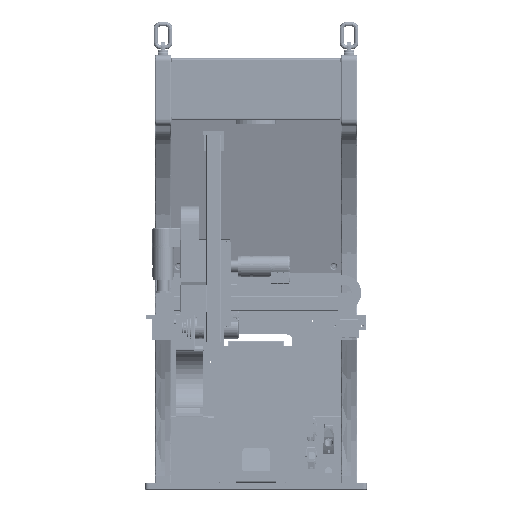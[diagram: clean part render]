
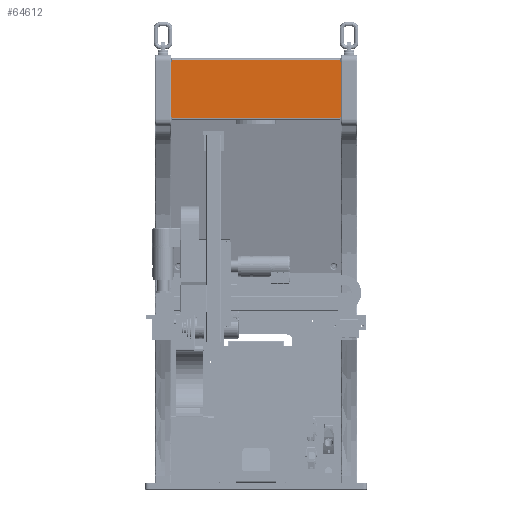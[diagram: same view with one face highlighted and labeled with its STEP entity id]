
A CAD part, top view. The second image highlights one B-rep face of the part: STEP entity #64612.
In plain terms, the highlighted planar face has unit normal (0, 0, 1).
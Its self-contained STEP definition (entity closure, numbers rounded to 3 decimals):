
#6641=CIRCLE('',#69363,0.5);
#6642=CIRCLE('',#69364,0.5);
#6643=CIRCLE('',#69365,0.5);
#6644=CIRCLE('',#69366,0.5);
#6645=CIRCLE('',#69367,0.5);
#6646=CIRCLE('',#69368,0.5);
#6647=CIRCLE('',#69369,0.5);
#6648=CIRCLE('',#69370,0.5);
#15307=VERTEX_POINT('',#117596);
#15308=VERTEX_POINT('',#117598);
#15309=VERTEX_POINT('',#117602);
#15310=VERTEX_POINT('',#117603);
#15311=VERTEX_POINT('',#117605);
#15312=VERTEX_POINT('',#117607);
#15313=VERTEX_POINT('',#117609);
#15314=VERTEX_POINT('',#117611);
#15315=VERTEX_POINT('',#117613);
#15316=VERTEX_POINT('',#117616);
#15317=VERTEX_POINT('',#117618);
#15318=VERTEX_POINT('',#117620);
#15319=VERTEX_POINT('',#117622);
#15320=VERTEX_POINT('',#117624);
#15321=VERTEX_POINT('',#117626);
#15322=VERTEX_POINT('',#117628);
#22464=VECTOR('',#83589,1.);
#22465=VECTOR('',#83593,1.);
#22466=VECTOR('',#83598,1.);
#22467=VECTOR('',#83603,1.);
#22468=VECTOR('',#83604,1.);
#22469=VECTOR('',#83609,1.);
#22470=VECTOR('',#83614,1.);
#22471=VECTOR('',#83615,1.);
#28432=LINE('',#117597,#22464);
#28433=LINE('',#117601,#22465);
#28434=LINE('',#117608,#22466);
#28435=LINE('',#117614,#22467);
#28436=LINE('',#117615,#22468);
#28437=LINE('',#117621,#22469);
#28438=LINE('',#117627,#22470);
#28439=LINE('',#117629,#22471);
#37941=EDGE_CURVE('',#15308,#15307,#28432,.T.);
#37943=EDGE_CURVE('',#15309,#15310,#28433,.T.);
#37944=EDGE_CURVE('',#15310,#15311,#6641,.T.);
#37945=EDGE_CURVE('',#15312,#15311,#6642,.T.);
#37946=EDGE_CURVE('',#15312,#15313,#28434,.T.);
#37947=EDGE_CURVE('',#15314,#15313,#6643,.T.);
#37948=EDGE_CURVE('',#15314,#15315,#6644,.T.);
#37949=EDGE_CURVE('',#15315,#15308,#28435,.T.);
#37950=EDGE_CURVE('',#15307,#15316,#28436,.T.);
#37951=EDGE_CURVE('',#15316,#15317,#6645,.T.);
#37952=EDGE_CURVE('',#15318,#15317,#6646,.T.);
#37953=EDGE_CURVE('',#15318,#15319,#28437,.T.);
#37954=EDGE_CURVE('',#15319,#15320,#6647,.T.);
#37955=EDGE_CURVE('',#15320,#15321,#6648,.T.);
#37956=EDGE_CURVE('',#15321,#15322,#28438,.T.);
#37957=EDGE_CURVE('',#15309,#15322,#28439,.T.);
#51711=ORIENTED_EDGE('',*,*,#37943,.T.);
#51712=ORIENTED_EDGE('',*,*,#37944,.T.);
#51713=ORIENTED_EDGE('',*,*,#37945,.F.);
#51714=ORIENTED_EDGE('',*,*,#37946,.T.);
#51715=ORIENTED_EDGE('',*,*,#37947,.F.);
#51716=ORIENTED_EDGE('',*,*,#37948,.T.);
#51717=ORIENTED_EDGE('',*,*,#37949,.T.);
#51718=ORIENTED_EDGE('',*,*,#37941,.T.);
#51719=ORIENTED_EDGE('',*,*,#37950,.T.);
#51720=ORIENTED_EDGE('',*,*,#37951,.T.);
#51721=ORIENTED_EDGE('',*,*,#37952,.F.);
#51722=ORIENTED_EDGE('',*,*,#37953,.T.);
#51723=ORIENTED_EDGE('',*,*,#37954,.T.);
#51724=ORIENTED_EDGE('',*,*,#37955,.T.);
#51725=ORIENTED_EDGE('',*,*,#37956,.T.);
#51726=ORIENTED_EDGE('',*,*,#37957,.F.);
#58112=EDGE_LOOP('',(#51711,#51712,#51713,#51714,#51715,#51716,#51717,#51718,
#51719,#51720,#51721,#51722,#51723,#51724,#51725,#51726));
#61833=FACE_BOUND('',#58112,.T.);
#64612=ADVANCED_FACE('',(#61833),#126404,.T.);
#69362=AXIS2_PLACEMENT_3D('',#117600,#83592,$);
#69363=AXIS2_PLACEMENT_3D('',#117604,#83594,#83595);
#69364=AXIS2_PLACEMENT_3D('',#117606,#83596,#83597);
#69365=AXIS2_PLACEMENT_3D('',#117610,#83599,#83600);
#69366=AXIS2_PLACEMENT_3D('',#117612,#83601,#83602);
#69367=AXIS2_PLACEMENT_3D('',#117617,#83605,#83606);
#69368=AXIS2_PLACEMENT_3D('',#117619,#83607,#83608);
#69369=AXIS2_PLACEMENT_3D('',#117623,#83610,#83611);
#69370=AXIS2_PLACEMENT_3D('',#117625,#83612,#83613);
#83589=DIRECTION('',(1.,0.,0.));
#83592=DIRECTION('',(0.,0.,1.));
#83593=DIRECTION('',(0.,-1.,0.));
#83594=DIRECTION('',(0.,0.,-1.));
#83595=DIRECTION('',(-0.5,0.,0.));
#83596=DIRECTION('',(0.,0.,-1.));
#83597=DIRECTION('',(-0.5,0.,0.));
#83598=DIRECTION('',(0.,-1.,0.));
#83599=DIRECTION('',(0.,0.,-1.));
#83600=DIRECTION('',(0.5,0.,0.));
#83601=DIRECTION('',(0.,0.,-1.));
#83602=DIRECTION('',(-0.5,0.,0.));
#83603=DIRECTION('',(0.,-1.,0.));
#83604=DIRECTION('',(0.,1.,0.));
#83605=DIRECTION('',(0.,0.,-1.));
#83606=DIRECTION('',(-0.5,0.,0.));
#83607=DIRECTION('',(0.,0.,-1.));
#83608=DIRECTION('',(-0.5,0.,0.));
#83609=DIRECTION('',(0.,1.,0.));
#83610=DIRECTION('',(0.,0.,1.));
#83611=DIRECTION('',(0.5,0.,0.));
#83612=DIRECTION('',(0.,0.,-1.));
#83613=DIRECTION('',(-0.5,0.,0.));
#83614=DIRECTION('',(0.,1.,0.));
#83615=DIRECTION('',(1.,0.,0.));
#117596=CARTESIAN_POINT('',(249.75,1098.1,75.));
#117597=CARTESIAN_POINT('',(-249.75,1098.1,75.));
#117598=CARTESIAN_POINT('',(-249.75,1098.1,75.));
#117600=CARTESIAN_POINT('',(0.,1183.021,75.));
#117601=CARTESIAN_POINT('',(-249.75,1269.9,75.));
#117602=CARTESIAN_POINT('',(-249.75,1269.9,75.));
#117603=CARTESIAN_POINT('',(-249.75,1265.4,75.));
#117604=CARTESIAN_POINT('',(-250.25,1265.4,75.));
#117605=CARTESIAN_POINT('',(-250.25,1264.9,75.));
#117606=CARTESIAN_POINT('',(-250.25,1264.4,75.));
#117607=CARTESIAN_POINT('',(-250.75,1264.4,75.));
#117608=CARTESIAN_POINT('',(-250.75,1264.4,75.));
#117609=CARTESIAN_POINT('',(-250.75,1103.6,75.));
#117610=CARTESIAN_POINT('',(-250.25,1103.6,75.));
#117611=CARTESIAN_POINT('',(-250.25,1103.1,75.));
#117612=CARTESIAN_POINT('',(-250.25,1102.6,75.));
#117613=CARTESIAN_POINT('',(-249.75,1102.6,75.));
#117614=CARTESIAN_POINT('',(-249.75,1102.6,75.));
#117615=CARTESIAN_POINT('',(249.75,1098.1,75.));
#117616=CARTESIAN_POINT('',(249.75,1102.6,75.));
#117617=CARTESIAN_POINT('',(250.25,1102.6,75.));
#117618=CARTESIAN_POINT('',(250.25,1103.1,75.));
#117619=CARTESIAN_POINT('',(250.25,1103.6,75.));
#117620=CARTESIAN_POINT('',(250.75,1103.6,75.));
#117621=CARTESIAN_POINT('',(250.75,1103.6,75.));
#117622=CARTESIAN_POINT('',(250.75,1264.4,75.));
#117623=CARTESIAN_POINT('',(250.25,1264.4,75.));
#117624=CARTESIAN_POINT('',(250.25,1264.9,75.));
#117625=CARTESIAN_POINT('',(250.25,1265.4,75.));
#117626=CARTESIAN_POINT('',(249.75,1265.4,75.));
#117627=CARTESIAN_POINT('',(249.75,1265.4,75.));
#117628=CARTESIAN_POINT('',(249.75,1269.9,75.));
#117629=CARTESIAN_POINT('',(-249.75,1269.9,75.));
#126404=PLANE('',#69362);
